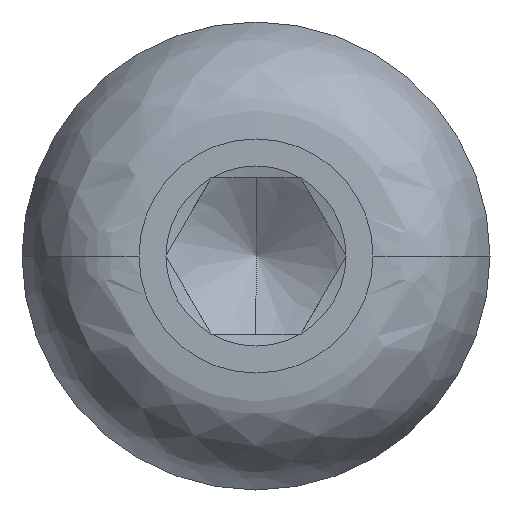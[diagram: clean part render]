
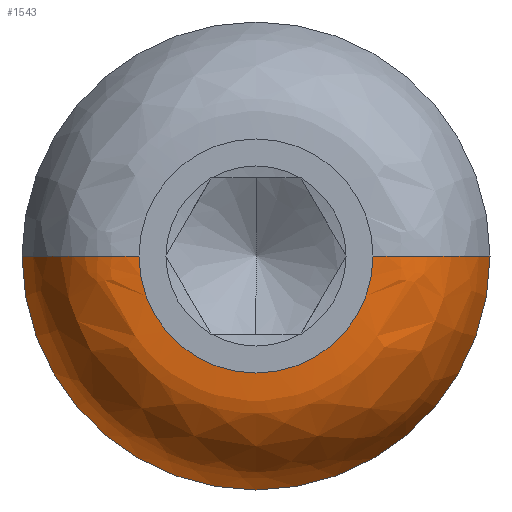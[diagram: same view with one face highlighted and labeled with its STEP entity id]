
A CAD part, left-side view. The second image highlights one B-rep face of the part: STEP entity #1543.
In plain terms, the highlighted free-form (B-spline) face has degree [2, 3] with [3, 4] control points.
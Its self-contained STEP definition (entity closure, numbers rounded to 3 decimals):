
#20 = B_SPLINE_CURVE_WITH_KNOTS ( 'NONE', 2,
 ( #942, #371, #1244 ),
 .UNSPECIFIED., .F., .F.,
 ( 3, 3 ),
 ( 0., 1. ),
 .UNSPECIFIED. ) ;
#43 = CARTESIAN_POINT ( 'NONE',  ( -8.193, -3.75, 0. ) ) ;
#53 = CARTESIAN_POINT ( 'NONE',  ( -8.193, -3.75, 0. ) ) ;
#59 = VERTEX_POINT ( 'NONE', #1362 ) ;
#63 = ORIENTED_EDGE ( 'NONE', *, *, #244, .T. ) ;
#89 = ORIENTED_EDGE ( 'NONE', *, *, #139, .F. ) ;
#93 = CARTESIAN_POINT ( 'NONE',  ( -10.2, -1.876, 0. ) ) ;
#109 = EDGE_CURVE ( 'NONE', #1650, #59, #20, .T. ) ;
#139 = EDGE_CURVE ( 'NONE', #59, #1864, #1204, .T. ) ;
#185 = CARTESIAN_POINT ( 'NONE',  ( -10.247, 3.291, -6.581 ) ) ;
#231 = EDGE_CURVE ( 'NONE', #1084, #1864, #1211, .T. ) ;
#232 = DIRECTION ( 'NONE',  ( -1., 0., 0. ) ) ;
#244 = EDGE_CURVE ( 'NONE', #1650, #1817, #255, .T. ) ;
#255 = CIRCLE ( 'NONE', #1348, 3.75 ) ;
#301 = CARTESIAN_POINT ( 'NONE',  ( -8.193, 0., 0. ) ) ;
#331 = CARTESIAN_POINT ( 'NONE',  ( -10.247, -3.291, 0. ) ) ;
#349 = AXIS2_PLACEMENT_3D ( 'NONE', #1634, #761, #1769 ) ;
#371 = CARTESIAN_POINT ( 'NONE',  ( -10.247, 3.291, 0. ) ) ;
#454 = DIRECTION ( 'NONE',  ( 0., 0., 1. ) ) ;
#461 = AXIS2_PLACEMENT_3D ( 'NONE', #301, #1309, #454 ) ;
#481 = CARTESIAN_POINT ( 'NONE',  ( -8.193, 3.75, 0. ) ) ;
#486 = CARTESIAN_POINT ( 'NONE',  ( -10.2, 1.876, -3.751 ) ) ;
#596 =( BOUNDED_SURFACE ( )  B_SPLINE_SURFACE ( 2, 3, ( 
 ( #481, #1038, #906, #53 ),
 ( #1045, #185, #1202, #331 ),
 ( #1338, #486, #1501, #619 ) ),
 .UNSPECIFIED., .F., .F., .F. ) 
 B_SPLINE_SURFACE_WITH_KNOTS ( ( 3, 3 ),
 ( 4, 4 ),
 ( 0., 1. ),
 ( 0., 1. ),
 .UNSPECIFIED. ) 
 GEOMETRIC_REPRESENTATION_ITEM ( )  RATIONAL_B_SPLINE_SURFACE ( (
 ( 1., 0.333, 0.333, 1.),
 ( 1., 0.333, 0.333, 1.),
 ( 1., 0.333, 0.333, 1.) ) ) 
 REPRESENTATION_ITEM ( '' )  SURFACE ( )  );
#619 = CARTESIAN_POINT ( 'NONE',  ( -10.2, -1.876, 0. ) ) ;
#735 = ORIENTED_EDGE ( 'NONE', *, *, #109, .F. ) ;
#761 = DIRECTION ( 'NONE',  ( -1., 0., 0. ) ) ;
#906 = CARTESIAN_POINT ( 'NONE',  ( -8.193, -3.75, -7.5 ) ) ;
#922 = FACE_OUTER_BOUND ( 'NONE', #1019, .T. ) ;
#942 = CARTESIAN_POINT ( 'NONE',  ( -8.193, 3.75, 0. ) ) ;
#1019 = EDGE_LOOP ( 'NONE', ( #1744, #1498, #89, #735, #63 ) ) ;
#1038 = CARTESIAN_POINT ( 'NONE',  ( -8.193, 3.75, -7.5 ) ) ;
#1045 = CARTESIAN_POINT ( 'NONE',  ( -10.247, 3.291, 0. ) ) ;
#1084 = VERTEX_POINT ( 'NONE', #43 ) ;
#1093 = CARTESIAN_POINT ( 'NONE',  ( -10.247, -3.291, 0. ) ) ;
#1100 = CARTESIAN_POINT ( 'NONE',  ( -8.193, 0., 0. ) ) ;
#1202 = CARTESIAN_POINT ( 'NONE',  ( -10.247, -3.291, -6.581 ) ) ;
#1204 = CIRCLE ( 'NONE', #349, 1.876 ) ;
#1211 = B_SPLINE_CURVE_WITH_KNOTS ( 'NONE', 2,
 ( #1243, #1093, #93 ),
 .UNSPECIFIED., .F., .F.,
 ( 3, 3 ),
 ( 0., 1. ),
 .UNSPECIFIED. ) ;
#1243 = CARTESIAN_POINT ( 'NONE',  ( -8.193, -3.75, 0. ) ) ;
#1244 = CARTESIAN_POINT ( 'NONE',  ( -10.2, 1.876, 0. ) ) ;
#1249 = DIRECTION ( 'NONE',  ( 0., 0., 1. ) ) ;
#1296 = CARTESIAN_POINT ( 'NONE',  ( -8.193, 0., -3.75 ) ) ;
#1309 = DIRECTION ( 'NONE',  ( -1., 0., 0. ) ) ;
#1316 = CARTESIAN_POINT ( 'NONE',  ( -10.2, -1.876, 0. ) ) ;
#1338 = CARTESIAN_POINT ( 'NONE',  ( -10.2, 1.876, 0. ) ) ;
#1348 = AXIS2_PLACEMENT_3D ( 'NONE', #1100, #232, #1249 ) ;
#1362 = CARTESIAN_POINT ( 'NONE',  ( -10.2, 1.876, 0. ) ) ;
#1498 = ORIENTED_EDGE ( 'NONE', *, *, #231, .T. ) ;
#1501 = CARTESIAN_POINT ( 'NONE',  ( -10.2, -1.876, -3.751 ) ) ;
#1543 = ADVANCED_FACE ( 'NONE', ( #922 ), #596, .F. ) ;
#1560 = CARTESIAN_POINT ( 'NONE',  ( -8.193, 3.75, 0. ) ) ;
#1634 = CARTESIAN_POINT ( 'NONE',  ( -10.2, 0., 0. ) ) ;
#1650 = VERTEX_POINT ( 'NONE', #1560 ) ;
#1744 = ORIENTED_EDGE ( 'NONE', *, *, #1832, .T. ) ;
#1769 = DIRECTION ( 'NONE',  ( 0., 0., 1. ) ) ;
#1817 = VERTEX_POINT ( 'NONE', #1296 ) ;
#1832 = EDGE_CURVE ( 'NONE', #1817, #1084, #1849, .T. ) ;
#1849 = CIRCLE ( 'NONE', #461, 3.75 ) ;
#1864 = VERTEX_POINT ( 'NONE', #1316 ) ;
